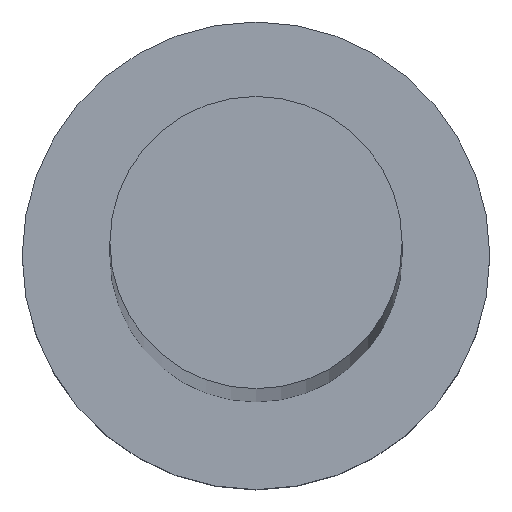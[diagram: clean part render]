
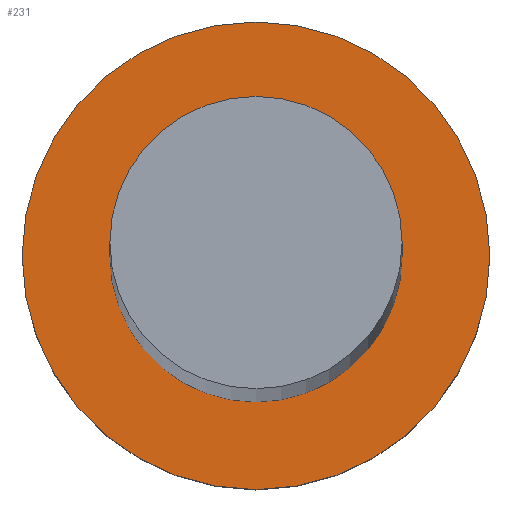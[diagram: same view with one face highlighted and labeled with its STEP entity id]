
A CAD part, top view. The second image highlights one B-rep face of the part: STEP entity #231.
In plain terms, the highlighted planar face has unit normal (0, 0, 1).
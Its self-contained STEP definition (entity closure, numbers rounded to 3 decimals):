
#1 = AXIS2_PLACEMENT_3D ( 'NONE', #134, #219, #131 ) ;
#2 = CIRCLE ( 'NONE', #122, 6. ) ;
#4 = PLANE ( 'NONE',  #210 ) ;
#6 = AXIS2_PLACEMENT_3D ( 'NONE', #129, #98, #99 ) ;
#47 = VERTEX_POINT ( 'NONE', #207 ) ;
#48 = DIRECTION ( 'NONE',  ( 1., 0., 0. ) ) ;
#50 = ORIENTED_EDGE ( 'NONE', *, *, #100, .F. ) ;
#57 = DIRECTION ( 'NONE',  ( 1., 0., 0. ) ) ;
#60 = DIRECTION ( 'NONE',  ( 0., 0., 1. ) ) ;
#61 = CIRCLE ( 'NONE', #203, 3.75 ) ;
#82 = EDGE_CURVE ( 'NONE', #47, #242, #61, .T. ) ;
#96 = CARTESIAN_POINT ( 'NONE',  ( -3.75, 0., 5. ) ) ;
#98 = DIRECTION ( 'NONE',  ( 0., 0., 1. ) ) ;
#99 = DIRECTION ( 'NONE',  ( 1., 0., 0. ) ) ;
#100 = EDGE_CURVE ( 'NONE', #242, #47, #217, .T. ) ;
#105 = DIRECTION ( 'NONE',  ( 0., 0., 1. ) ) ;
#106 = FACE_BOUND ( 'NONE', #191, .T. ) ;
#111 = EDGE_CURVE ( 'NONE', #149, #113, #244, .T. ) ;
#113 = VERTEX_POINT ( 'NONE', #199 ) ;
#122 = AXIS2_PLACEMENT_3D ( 'NONE', #204, #156, #48 ) ;
#128 = ORIENTED_EDGE ( 'NONE', *, *, #111, .T. ) ;
#129 = CARTESIAN_POINT ( 'NONE',  ( 0., 0., 5. ) ) ;
#131 = DIRECTION ( 'NONE',  ( 1., 0., 0. ) ) ;
#134 = CARTESIAN_POINT ( 'NONE',  ( 0., 0., 5. ) ) ;
#149 = VERTEX_POINT ( 'NONE', #247 ) ;
#156 = DIRECTION ( 'NONE',  ( 0., 0., 1. ) ) ;
#171 = FACE_OUTER_BOUND ( 'NONE', #211, .T. ) ;
#174 = ORIENTED_EDGE ( 'NONE', *, *, #82, .F. ) ;
#191 = EDGE_LOOP ( 'NONE', ( #50, #174 ) ) ;
#194 = EDGE_CURVE ( 'NONE', #113, #149, #2, .T. ) ;
#199 = CARTESIAN_POINT ( 'NONE',  ( 6., 0., 5. ) ) ;
#203 = AXIS2_PLACEMENT_3D ( 'NONE', #243, #60, #57 ) ;
#204 = CARTESIAN_POINT ( 'NONE',  ( 0., 0., 5. ) ) ;
#206 = CARTESIAN_POINT ( 'NONE',  ( 0., 0., 5. ) ) ;
#207 = CARTESIAN_POINT ( 'NONE',  ( 3.75, 0., 5. ) ) ;
#210 = AXIS2_PLACEMENT_3D ( 'NONE', #206, #105, #254 ) ;
#211 = EDGE_LOOP ( 'NONE', ( #128, #233 ) ) ;
#217 = CIRCLE ( 'NONE', #1, 3.75 ) ;
#219 = DIRECTION ( 'NONE',  ( 0., 0., 1. ) ) ;
#231 = ADVANCED_FACE ( 'NONE', ( #106, #171 ), #4, .T. ) ;
#233 = ORIENTED_EDGE ( 'NONE', *, *, #194, .T. ) ;
#242 = VERTEX_POINT ( 'NONE', #96 ) ;
#243 = CARTESIAN_POINT ( 'NONE',  ( 0., 0., 5. ) ) ;
#244 = CIRCLE ( 'NONE', #6, 6. ) ;
#247 = CARTESIAN_POINT ( 'NONE',  ( -6., 0., 5. ) ) ;
#254 = DIRECTION ( 'NONE',  ( 1., 0., 0. ) ) ;
